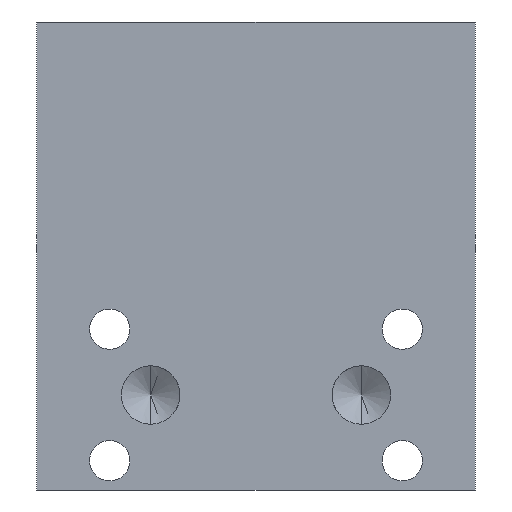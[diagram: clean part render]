
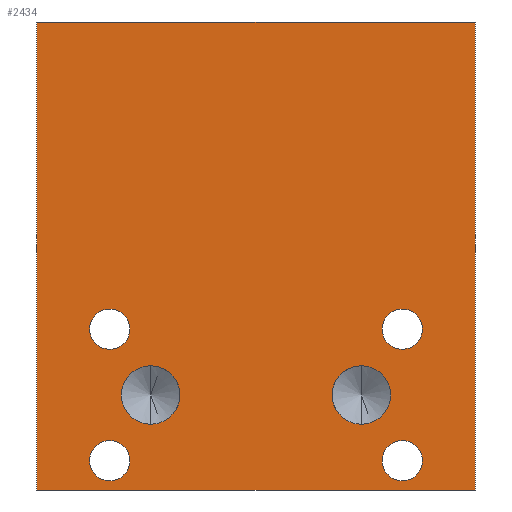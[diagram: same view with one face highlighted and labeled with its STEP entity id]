
A CAD part, left-side view. The second image highlights one B-rep face of the part: STEP entity #2434.
In plain terms, the highlighted planar face has unit normal (-1, 0, 0).
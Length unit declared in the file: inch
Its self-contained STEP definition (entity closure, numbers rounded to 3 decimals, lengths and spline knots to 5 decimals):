
#1=DIRECTION('',(0.,-1.,0.));
#2=VECTOR('',#1,3.75);
#3=CARTESIAN_POINT('',(0.,0.,0.));
#4=LINE('',#3,#2);
#17=DIRECTION('',(0.,0.,1.));
#18=VECTOR('',#17,4.);
#19=CARTESIAN_POINT('',(0.,0.,0.));
#20=LINE('',#19,#18);
#21=CARTESIAN_POINT('',(0.,-0.625,0.25));
#22=DIRECTION('',(1.,0.,0.));
#23=DIRECTION('',(0.,0.,-1.));
#24=AXIS2_PLACEMENT_3D('',#21,#22,#23);
#26=CARTESIAN_POINT('',(0.,-0.625,0.25));
#27=DIRECTION('',(1.,0.,0.));
#28=DIRECTION('',(0.,0.,1.));
#29=AXIS2_PLACEMENT_3D('',#26,#27,#28);
#31=CARTESIAN_POINT('',(0.,-3.125,0.25));
#32=DIRECTION('',(1.,0.,0.));
#33=DIRECTION('',(0.,0.,-1.));
#34=AXIS2_PLACEMENT_3D('',#31,#32,#33);
#36=CARTESIAN_POINT('',(0.,-3.125,0.25));
#37=DIRECTION('',(1.,0.,0.));
#38=DIRECTION('',(0.,0.,1.));
#39=AXIS2_PLACEMENT_3D('',#36,#37,#38);
#41=CARTESIAN_POINT('',(0.,-0.625,1.375));
#42=DIRECTION('',(1.,0.,0.));
#43=DIRECTION('',(0.,0.,-1.));
#44=AXIS2_PLACEMENT_3D('',#41,#42,#43);
#46=CARTESIAN_POINT('',(0.,-0.625,1.375));
#47=DIRECTION('',(1.,0.,0.));
#48=DIRECTION('',(0.,0.,1.));
#49=AXIS2_PLACEMENT_3D('',#46,#47,#48);
#51=CARTESIAN_POINT('',(0.,-3.125,1.375));
#52=DIRECTION('',(1.,0.,0.));
#53=DIRECTION('',(0.,0.,-1.));
#54=AXIS2_PLACEMENT_3D('',#51,#52,#53);
#56=CARTESIAN_POINT('',(0.,-3.125,1.375));
#57=DIRECTION('',(1.,0.,0.));
#58=DIRECTION('',(0.,0.,1.));
#59=AXIS2_PLACEMENT_3D('',#56,#57,#58);
#61=CARTESIAN_POINT('',(0.,-0.975,0.812));
#62=DIRECTION('',(1.,0.,0.));
#63=DIRECTION('',(0.,0.,-1.));
#64=AXIS2_PLACEMENT_3D('',#61,#62,#63);
#66=CARTESIAN_POINT('',(0.,-0.975,0.812));
#67=DIRECTION('',(1.,0.,0.));
#68=DIRECTION('',(0.,0.,1.));
#69=AXIS2_PLACEMENT_3D('',#66,#67,#68);
#71=CARTESIAN_POINT('',(0.,-2.775,0.812));
#72=DIRECTION('',(1.,0.,0.));
#73=DIRECTION('',(0.,0.,-1.));
#74=AXIS2_PLACEMENT_3D('',#71,#72,#73);
#76=CARTESIAN_POINT('',(0.,-2.775,0.812));
#77=DIRECTION('',(1.,0.,0.));
#78=DIRECTION('',(0.,0.,1.));
#79=AXIS2_PLACEMENT_3D('',#76,#77,#78);
#149=DIRECTION('',(0.,0.,1.));
#150=VECTOR('',#149,4.);
#151=CARTESIAN_POINT('',(0.,-3.75,0.));
#152=LINE('',#151,#150);
#153=DIRECTION('',(0.,-1.,0.));
#154=VECTOR('',#153,3.75);
#155=CARTESIAN_POINT('',(0.,0.,4.));
#156=LINE('',#155,#154);
#2080=CARTESIAN_POINT('',(0.,0.,0.));
#2081=CARTESIAN_POINT('',(0.,-3.75,0.));
#2082=VERTEX_POINT('',#2080);
#2083=VERTEX_POINT('',#2081);
#2088=CARTESIAN_POINT('',(0.,0.,4.));
#2089=CARTESIAN_POINT('',(0.,-3.75,4.));
#2090=VERTEX_POINT('',#2088);
#2091=VERTEX_POINT('',#2089);
#2296=CARTESIAN_POINT('',(0.,-0.625,0.078));
#2297=CARTESIAN_POINT('',(0.,-0.625,0.422));
#2298=VERTEX_POINT('',#2296);
#2299=VERTEX_POINT('',#2297);
#2304=CARTESIAN_POINT('',(0.,-3.125,0.078));
#2305=CARTESIAN_POINT('',(0.,-3.125,0.422));
#2306=VERTEX_POINT('',#2304);
#2307=VERTEX_POINT('',#2305);
#2312=CARTESIAN_POINT('',(0.,-0.625,1.203));
#2313=CARTESIAN_POINT('',(0.,-0.625,1.547));
#2314=VERTEX_POINT('',#2312);
#2315=VERTEX_POINT('',#2313);
#2320=CARTESIAN_POINT('',(0.,-3.125,1.203));
#2321=CARTESIAN_POINT('',(0.,-3.125,1.547));
#2322=VERTEX_POINT('',#2320);
#2323=VERTEX_POINT('',#2321);
#2334=CARTESIAN_POINT('',(0.,-0.975,0.562));
#2335=CARTESIAN_POINT('',(0.,-0.975,1.062));
#2336=VERTEX_POINT('',#2334);
#2337=VERTEX_POINT('',#2335);
#2354=CARTESIAN_POINT('',(0.,-2.775,0.562));
#2355=CARTESIAN_POINT('',(0.,-2.775,1.062));
#2356=VERTEX_POINT('',#2354);
#2357=VERTEX_POINT('',#2355);
#2384=CARTESIAN_POINT('',(0.,0.,0.));
#2385=DIRECTION('',(-1.,0.,0.));
#2386=DIRECTION('',(0.,-1.,0.));
#2387=AXIS2_PLACEMENT_3D('',#2384,#2385,#2386);
#2388=PLANE('',#2387);
#2389=ORIENTED_EDGE('',*,*,#2373,.F.);
#2391=ORIENTED_EDGE('',*,*,#2390,.T.);
#2393=ORIENTED_EDGE('',*,*,#2392,.T.);
#2395=ORIENTED_EDGE('',*,*,#2394,.F.);
#2396=EDGE_LOOP('',(#2389,#2391,#2393,#2395));
#2397=FACE_OUTER_BOUND('',#2396,.F.);
#2399=ORIENTED_EDGE('',*,*,#2398,.F.);
#2401=ORIENTED_EDGE('',*,*,#2400,.F.);
#2402=EDGE_LOOP('',(#2399,#2401));
#2403=FACE_BOUND('',#2402,.F.);
#2405=ORIENTED_EDGE('',*,*,#2404,.F.);
#2407=ORIENTED_EDGE('',*,*,#2406,.F.);
#2408=EDGE_LOOP('',(#2405,#2407));
#2409=FACE_BOUND('',#2408,.F.);
#2411=ORIENTED_EDGE('',*,*,#2410,.F.);
#2413=ORIENTED_EDGE('',*,*,#2412,.F.);
#2414=EDGE_LOOP('',(#2411,#2413));
#2415=FACE_BOUND('',#2414,.F.);
#2417=ORIENTED_EDGE('',*,*,#2416,.F.);
#2419=ORIENTED_EDGE('',*,*,#2418,.F.);
#2420=EDGE_LOOP('',(#2417,#2419));
#2421=FACE_BOUND('',#2420,.F.);
#2423=ORIENTED_EDGE('',*,*,#2422,.F.);
#2425=ORIENTED_EDGE('',*,*,#2424,.F.);
#2426=EDGE_LOOP('',(#2423,#2425));
#2427=FACE_BOUND('',#2426,.F.);
#2429=ORIENTED_EDGE('',*,*,#2428,.F.);
#2431=ORIENTED_EDGE('',*,*,#2430,.F.);
#2432=EDGE_LOOP('',(#2429,#2431));
#2433=FACE_BOUND('',#2432,.F.);
#2434=ADVANCED_FACE('',(#2397,#2403,#2409,#2415,#2421,#2427,#2433),#2388,.T.);
#25=CIRCLE('',#24,0.172);
#30=CIRCLE('',#29,0.172);
#35=CIRCLE('',#34,0.172);
#40=CIRCLE('',#39,0.172);
#45=CIRCLE('',#44,0.172);
#50=CIRCLE('',#49,0.172);
#55=CIRCLE('',#54,0.172);
#60=CIRCLE('',#59,0.172);
#65=CIRCLE('',#64,0.25);
#70=CIRCLE('',#69,0.25);
#75=CIRCLE('',#74,0.25);
#80=CIRCLE('',#79,0.25);
#2373=EDGE_CURVE('',#2082,#2083,#4,.T.);
#2390=EDGE_CURVE('',#2082,#2090,#20,.T.);
#2392=EDGE_CURVE('',#2090,#2091,#156,.T.);
#2394=EDGE_CURVE('',#2083,#2091,#152,.T.);
#2398=EDGE_CURVE('',#2298,#2299,#25,.T.);
#2400=EDGE_CURVE('',#2299,#2298,#30,.T.);
#2404=EDGE_CURVE('',#2306,#2307,#35,.T.);
#2406=EDGE_CURVE('',#2307,#2306,#40,.T.);
#2410=EDGE_CURVE('',#2314,#2315,#45,.T.);
#2412=EDGE_CURVE('',#2315,#2314,#50,.T.);
#2416=EDGE_CURVE('',#2322,#2323,#55,.T.);
#2418=EDGE_CURVE('',#2323,#2322,#60,.T.);
#2422=EDGE_CURVE('',#2336,#2337,#65,.T.);
#2424=EDGE_CURVE('',#2337,#2336,#70,.T.);
#2428=EDGE_CURVE('',#2356,#2357,#75,.T.);
#2430=EDGE_CURVE('',#2357,#2356,#80,.T.);
